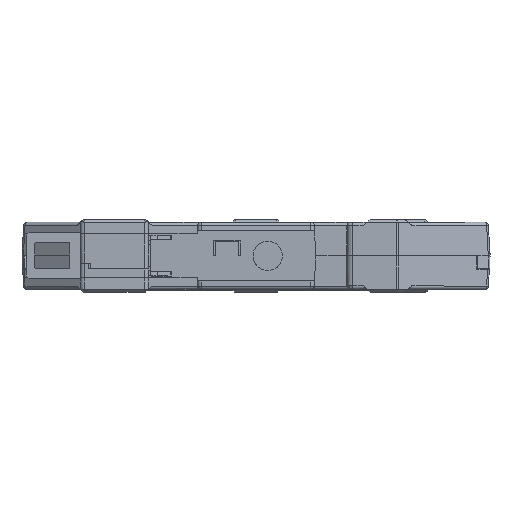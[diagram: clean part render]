
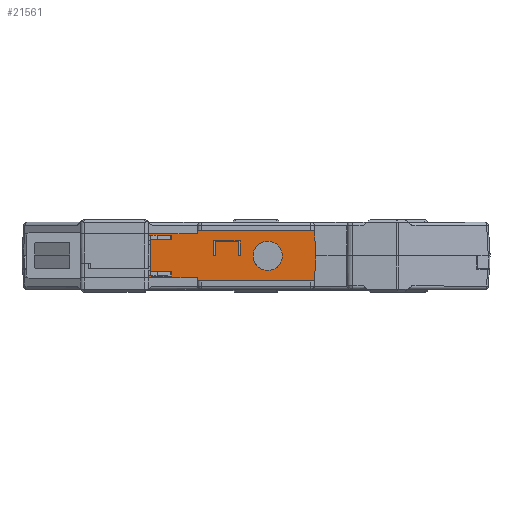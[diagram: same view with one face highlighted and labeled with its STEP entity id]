
A CAD part, top view. The second image highlights one B-rep face of the part: STEP entity #21561.
In plain terms, the highlighted planar face has unit normal (0, 0, 1).
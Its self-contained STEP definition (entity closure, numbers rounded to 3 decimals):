
#774=DIRECTION('',(1.,0.,0.));
#775=VECTOR('',#774,11.587);
#776=CARTESIAN_POINT('',(-70.,5.75,0.));
#777=LINE('',#776,#775);
#778=DIRECTION('',(-0.009,-1.,0.));
#779=VECTOR('',#778,3.75);
#780=CARTESIAN_POINT('',(-58.38,9.5,0.));
#781=LINE('',#780,#779);
#782=DIRECTION('',(1.,0.,0.));
#783=VECTOR('',#782,8.351);
#784=CARTESIAN_POINT('',(-58.38,9.5,0.));
#785=LINE('',#784,#783);
#786=DIRECTION('',(0.052,0.999,0.));
#787=VECTOR('',#786,0.551);
#788=CARTESIAN_POINT('',(-50.029,9.5,0.));
#789=LINE('',#788,#787);
#790=DIRECTION('',(1.,0.,0.));
#791=VECTOR('',#790,20.);
#792=CARTESIAN_POINT('',(-50.,10.05,0.));
#793=LINE('',#792,#791);
#794=DIRECTION('',(0.052,-0.999,0.));
#795=VECTOR('',#794,0.551);
#796=CARTESIAN_POINT('',(-30.,10.05,0.));
#797=LINE('',#796,#795);
#798=DIRECTION('',(0.052,-0.999,0.));
#799=VECTOR('',#798,3.755);
#800=CARTESIAN_POINT('',(-29.971,9.5,0.));
#801=LINE('',#800,#799);
#802=DIRECTION('',(0.052,0.999,0.));
#803=VECTOR('',#802,3.755);
#804=CARTESIAN_POINT('',(-29.971,2.,0.));
#805=LINE('',#804,#803);
#806=DIRECTION('',(0.052,0.999,0.));
#807=VECTOR('',#806,0.551);
#808=CARTESIAN_POINT('',(-30.,1.45,0.));
#809=LINE('',#808,#807);
#810=DIRECTION('',(1.,0.,0.));
#811=VECTOR('',#810,20.);
#812=CARTESIAN_POINT('',(-50.,1.45,0.));
#813=LINE('',#812,#811);
#814=DIRECTION('',(0.052,-0.999,0.));
#815=VECTOR('',#814,0.551);
#816=CARTESIAN_POINT('',(-50.029,2.,0.));
#817=LINE('',#816,#815);
#818=DIRECTION('',(0.,-1.,0.));
#819=VECTOR('',#818,0.65);
#820=CARTESIAN_POINT('',(-62.25,2.65,0.));
#821=LINE('',#820,#819);
#822=DIRECTION('',(0.,1.,0.));
#823=VECTOR('',#822,2.55);
#824=CARTESIAN_POINT('',(-42.7,5.75,0.));
#825=LINE('',#824,#823);
#826=DIRECTION('',(-1.,0.,0.));
#827=VECTOR('',#826,4.6);
#828=CARTESIAN_POINT('',(-42.7,8.3,0.));
#829=LINE('',#828,#827);
#830=DIRECTION('',(0.,1.,0.));
#831=VECTOR('',#830,2.55);
#832=CARTESIAN_POINT('',(-47.3,5.75,0.));
#833=LINE('',#832,#831);
#834=DIRECTION('',(1.,0.,0.));
#835=VECTOR('',#834,0.3);
#836=CARTESIAN_POINT('',(-47.3,5.75,0.));
#837=LINE('',#836,#835);
#838=DIRECTION('',(0.,1.,0.));
#839=VECTOR('',#838,2.45);
#840=CARTESIAN_POINT('',(-47.,5.75,0.));
#841=LINE('',#840,#839);
#842=CARTESIAN_POINT('',(-38.,5.75,0.));
#843=DIRECTION('',(0.,0.,1.));
#844=DIRECTION('',(-1.,0.,0.));
#845=AXIS2_PLACEMENT_3D('',#842,#843,#844);
#847=CARTESIAN_POINT('',(-38.,5.75,0.));
#848=DIRECTION('',(0.,0.,1.));
#849=DIRECTION('',(1.,0.,0.));
#850=AXIS2_PLACEMENT_3D('',#847,#848,#849);
#1344=DIRECTION('',(1.,0.,0.));
#1345=VECTOR('',#1344,7.75);
#1346=CARTESIAN_POINT('',(-70.,2.65,0.));
#1347=LINE('',#1346,#1345);
#2008=DIRECTION('',(-1.,0.,0.));
#2009=VECTOR('',#2008,3.85);
#2010=CARTESIAN_POINT('',(-58.4,2.,0.));
#2011=LINE('',#2010,#2009);
#2063=DIRECTION('',(1.,0.,0.));
#2064=VECTOR('',#2063,8.371);
#2065=CARTESIAN_POINT('',(-58.4,2.,0.));
#2066=LINE('',#2065,#2064);
#6397=DIRECTION('',(1.,0.,0.));
#6398=VECTOR('',#6397,0.3);
#6399=CARTESIAN_POINT('',(-43.,5.75,0.));
#6400=LINE('',#6399,#6398);
#11352=DIRECTION('',(0.,-1.,0.));
#11353=VECTOR('',#11352,3.1);
#11354=CARTESIAN_POINT('',(-70.,5.75,0.));
#11355=LINE('',#11354,#11353);
#16451=DIRECTION('',(0.,1.,0.));
#16452=VECTOR('',#16451,2.45);
#16453=CARTESIAN_POINT('',(-43.,5.75,0.));
#16454=LINE('',#16453,#16452);
#16469=DIRECTION('',(1.,0.,0.));
#16470=VECTOR('',#16469,4.);
#16471=CARTESIAN_POINT('',(-47.,8.2,0.));
#16472=LINE('',#16471,#16470);
#17790=CARTESIAN_POINT('',(-47.,8.2,0.));
#17791=CARTESIAN_POINT('',(-43.,8.2,0.));
#17792=VERTEX_POINT('',#17790);
#17793=VERTEX_POINT('',#17791);
#17794=CARTESIAN_POINT('',(-47.,5.75,0.));
#17795=VERTEX_POINT('',#17794);
#17796=CARTESIAN_POINT('',(-43.,5.75,0.));
#17797=VERTEX_POINT('',#17796);
#17798=CARTESIAN_POINT('',(-50.029,2.,0.));
#17799=CARTESIAN_POINT('',(-50.,1.45,0.));
#17800=VERTEX_POINT('',#17798);
#17801=VERTEX_POINT('',#17799);
#17802=CARTESIAN_POINT('',(-30.,1.45,0.));
#17803=VERTEX_POINT('',#17802);
#17804=CARTESIAN_POINT('',(-29.971,2.,0.));
#17805=VERTEX_POINT('',#17804);
#17806=CARTESIAN_POINT('',(-58.4,2.,0.));
#17807=VERTEX_POINT('',#17806);
#17808=CARTESIAN_POINT('',(-70.,2.65,0.));
#17809=VERTEX_POINT('',#17808);
#18016=CARTESIAN_POINT('',(-62.25,2.65,0.));
#18018=VERTEX_POINT('',#18016);
#18043=CARTESIAN_POINT('',(-62.25,2.,0.));
#18045=VERTEX_POINT('',#18043);
#18743=CARTESIAN_POINT('',(-42.7,8.3,0.));
#18744=CARTESIAN_POINT('',(-47.3,8.3,0.));
#18745=VERTEX_POINT('',#18743);
#18746=VERTEX_POINT('',#18744);
#18747=CARTESIAN_POINT('',(-58.38,9.5,0.));
#18748=VERTEX_POINT('',#18747);
#18749=CARTESIAN_POINT('',(-50.,10.05,0.));
#18750=CARTESIAN_POINT('',(-30.,10.05,0.));
#18751=VERTEX_POINT('',#18749);
#18752=VERTEX_POINT('',#18750);
#18753=CARTESIAN_POINT('',(-29.971,9.5,0.));
#18754=VERTEX_POINT('',#18753);
#18755=CARTESIAN_POINT('',(-50.029,9.5,0.));
#18756=VERTEX_POINT('',#18755);
#19577=CARTESIAN_POINT('',(-29.775,5.75,0.));
#19579=VERTEX_POINT('',#19577);
#19592=CARTESIAN_POINT('',(-35.5,5.75,0.));
#19594=VERTEX_POINT('',#19592);
#19596=CARTESIAN_POINT('',(-40.5,5.75,0.));
#19598=VERTEX_POINT('',#19596);
#19599=CARTESIAN_POINT('',(-47.3,5.75,0.));
#19601=VERTEX_POINT('',#19599);
#19604=CARTESIAN_POINT('',(-42.7,5.75,0.));
#19606=VERTEX_POINT('',#19604);
#19704=CARTESIAN_POINT('',(-70.,5.75,0.));
#19706=VERTEX_POINT('',#19704);
#19733=CARTESIAN_POINT('',(-58.413,5.75,0.));
#19734=VERTEX_POINT('',#19733);
#21499=CARTESIAN_POINT('',(-80.,0.,0.));
#21500=DIRECTION('',(0.,0.,1.));
#21501=DIRECTION('',(1.,0.,0.));
#21502=AXIS2_PLACEMENT_3D('',#21499,#21500,#21501);
#21503=PLANE('',#21502);
#21504=ORIENTED_EDGE('',*,*,#20929,.T.);
#21506=ORIENTED_EDGE('',*,*,#21505,.F.);
#21508=ORIENTED_EDGE('',*,*,#21507,.T.);
#21510=ORIENTED_EDGE('',*,*,#21509,.T.);
#21512=ORIENTED_EDGE('',*,*,#21511,.T.);
#21514=ORIENTED_EDGE('',*,*,#21513,.T.);
#21516=ORIENTED_EDGE('',*,*,#21515,.T.);
#21518=ORIENTED_EDGE('',*,*,#21517,.F.);
#21520=ORIENTED_EDGE('',*,*,#21519,.F.);
#21522=ORIENTED_EDGE('',*,*,#21521,.F.);
#21524=ORIENTED_EDGE('',*,*,#21523,.F.);
#21526=ORIENTED_EDGE('',*,*,#21525,.F.);
#21528=ORIENTED_EDGE('',*,*,#21527,.T.);
#21530=ORIENTED_EDGE('',*,*,#21529,.F.);
#21532=ORIENTED_EDGE('',*,*,#21531,.F.);
#21534=ORIENTED_EDGE('',*,*,#21533,.F.);
#21535=EDGE_LOOP('',(#21504,#21506,#21508,#21510,#21512,#21514,#21516,#21518,
#21520,#21522,#21524,#21526,#21528,#21530,#21532,#21534));
#21536=FACE_OUTER_BOUND('',#21535,.F.);
#21538=ORIENTED_EDGE('',*,*,#21537,.T.);
#21540=ORIENTED_EDGE('',*,*,#21539,.T.);
#21542=ORIENTED_EDGE('',*,*,#21541,.T.);
#21544=ORIENTED_EDGE('',*,*,#21543,.F.);
#21546=ORIENTED_EDGE('',*,*,#21545,.T.);
#21548=ORIENTED_EDGE('',*,*,#21547,.T.);
#21550=ORIENTED_EDGE('',*,*,#21549,.T.);
#21552=ORIENTED_EDGE('',*,*,#21551,.F.);
#21553=EDGE_LOOP('',(#21538,#21540,#21542,#21544,#21546,#21548,#21550,#21552));
#21554=FACE_BOUND('',#21553,.F.);
#21556=ORIENTED_EDGE('',*,*,#21555,.T.);
#21558=ORIENTED_EDGE('',*,*,#21557,.T.);
#21559=EDGE_LOOP('',(#21556,#21558));
#21560=FACE_BOUND('',#21559,.F.);
#21561=ADVANCED_FACE('',(#21536,#21554,#21560),#21503,.T.);
#846=CIRCLE('',#845,2.5);
#851=CIRCLE('',#850,2.5);
#20929=EDGE_CURVE('',#19706,#19734,#777,.T.);
#21505=EDGE_CURVE('',#18748,#19734,#781,.T.);
#21507=EDGE_CURVE('',#18748,#18756,#785,.T.);
#21509=EDGE_CURVE('',#18756,#18751,#789,.T.);
#21511=EDGE_CURVE('',#18751,#18752,#793,.T.);
#21513=EDGE_CURVE('',#18752,#18754,#797,.T.);
#21515=EDGE_CURVE('',#18754,#19579,#801,.T.);
#21517=EDGE_CURVE('',#17805,#19579,#805,.T.);
#21519=EDGE_CURVE('',#17803,#17805,#809,.T.);
#21521=EDGE_CURVE('',#17801,#17803,#813,.T.);
#21523=EDGE_CURVE('',#17800,#17801,#817,.T.);
#21525=EDGE_CURVE('',#17807,#17800,#2066,.T.);
#21527=EDGE_CURVE('',#17807,#18045,#2011,.T.);
#21529=EDGE_CURVE('',#18018,#18045,#821,.T.);
#21531=EDGE_CURVE('',#17809,#18018,#1347,.T.);
#21533=EDGE_CURVE('',#19706,#17809,#11355,.T.);
#21537=EDGE_CURVE('',#17797,#19606,#6400,.T.);
#21539=EDGE_CURVE('',#19606,#18745,#825,.T.);
#21541=EDGE_CURVE('',#18745,#18746,#829,.T.);
#21543=EDGE_CURVE('',#19601,#18746,#833,.T.);
#21545=EDGE_CURVE('',#19601,#17795,#837,.T.);
#21547=EDGE_CURVE('',#17795,#17792,#841,.T.);
#21549=EDGE_CURVE('',#17792,#17793,#16472,.T.);
#21551=EDGE_CURVE('',#17797,#17793,#16454,.T.);
#21555=EDGE_CURVE('',#19598,#19594,#846,.T.);
#21557=EDGE_CURVE('',#19594,#19598,#851,.T.);
